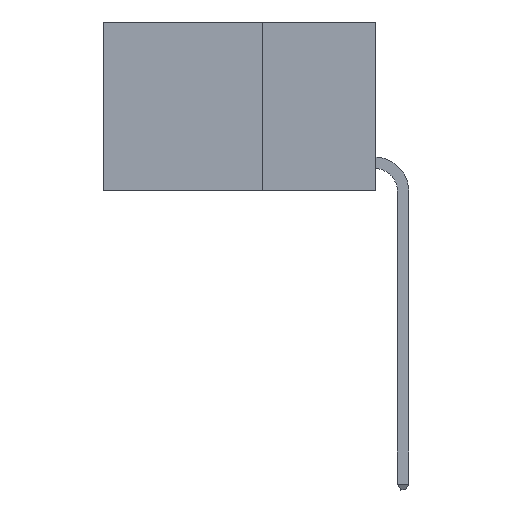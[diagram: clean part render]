
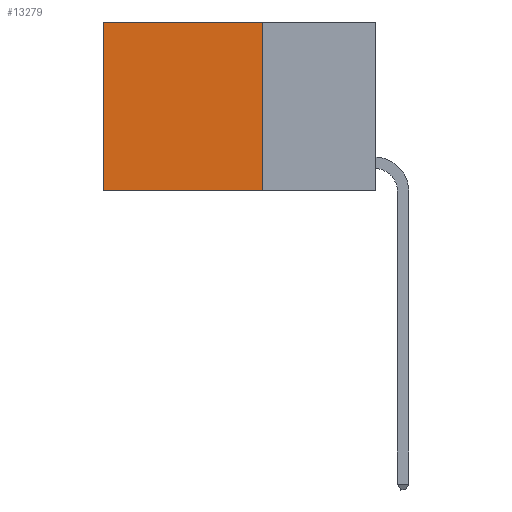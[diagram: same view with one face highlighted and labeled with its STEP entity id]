
A CAD part, left-side view. The second image highlights one B-rep face of the part: STEP entity #13279.
In plain terms, the highlighted planar face has unit normal (-1, 0, 0).
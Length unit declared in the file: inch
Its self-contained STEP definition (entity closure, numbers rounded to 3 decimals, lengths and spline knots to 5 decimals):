
#562 = VERTEX_POINT ( 'NONE', #10893 ) ;
#784 = DIRECTION ( 'NONE',  ( 0., 0., -1. ) ) ;
#1382 = CARTESIAN_POINT ( 'NONE',  ( 0.2625, 0.6, 0. ) ) ;
#1695 = LINE ( 'NONE', #1790, #2223 ) ;
#1790 = CARTESIAN_POINT ( 'NONE',  ( 0.2625, 0.25, 0. ) ) ;
#1813 = VECTOR ( 'NONE', #784, 39.37008 ) ;
#1970 = LINE ( 'NONE', #12784, #1813 ) ;
#2121 = CARTESIAN_POINT ( 'NONE',  ( 0.2625, 0.25, 0. ) ) ;
#2223 = VECTOR ( 'NONE', #7855, 39.37008 ) ;
#2248 = DIRECTION ( 'NONE',  ( 0., 0., -1. ) ) ;
#4163 = VERTEX_POINT ( 'NONE', #1382 ) ;
#4989 = ORIENTED_EDGE ( 'NONE', *, *, #5844, .T. ) ;
#5844 = EDGE_CURVE ( 'NONE', #4163, #562, #15818, .T. ) ;
#6050 = VECTOR ( 'NONE', #16467, 39.37008 ) ;
#6070 = CARTESIAN_POINT ( 'NONE',  ( 0.2625, 0.25, -0.37 ) ) ;
#6562 = EDGE_CURVE ( 'NONE', #12252, #4163, #1695, .T. ) ;
#7855 = DIRECTION ( 'NONE',  ( 0., 1., 0. ) ) ;
#8950 = EDGE_CURVE ( 'NONE', #12252, #10289, #1970, .T. ) ;
#9716 = PLANE ( 'NONE',  #18996 ) ;
#10289 = VERTEX_POINT ( 'NONE', #19018 ) ;
#10893 = CARTESIAN_POINT ( 'NONE',  ( 0.2625, 0.6, -0.37 ) ) ;
#11115 = CARTESIAN_POINT ( 'NONE',  ( 0.2625, 0.25, 0. ) ) ;
#11313 = DIRECTION ( 'NONE',  ( 1., 0., 0. ) ) ;
#11393 = CARTESIAN_POINT ( 'NONE',  ( 0.2625, 0.6, 0. ) ) ;
#11831 = LINE ( 'NONE', #6070, #6050 ) ;
#12252 = VERTEX_POINT ( 'NONE', #2121 ) ;
#12594 = FACE_OUTER_BOUND ( 'NONE', #18393, .T. ) ;
#12784 = CARTESIAN_POINT ( 'NONE',  ( 0.2625, 0.25, 0. ) ) ;
#13279 = ADVANCED_FACE ( 'NONE', ( #12594 ), #9716, .F. ) ;
#14207 = EDGE_CURVE ( 'NONE', #10289, #562, #11831, .T. ) ;
#14929 = ORIENTED_EDGE ( 'NONE', *, *, #6562, .T. ) ;
#14954 = ORIENTED_EDGE ( 'NONE', *, *, #14207, .F. ) ;
#15195 = VECTOR ( 'NONE', #2248, 39.37008 ) ;
#15818 = LINE ( 'NONE', #11393, #15195 ) ;
#16467 = DIRECTION ( 'NONE',  ( 0., 1., 0. ) ) ;
#17132 = DIRECTION ( 'NONE',  ( 0., 0., -1. ) ) ;
#18393 = EDGE_LOOP ( 'NONE', ( #4989, #14954, #19580, #14929 ) ) ;
#18996 = AXIS2_PLACEMENT_3D ( 'NONE', #11115, #11313, #17132 ) ;
#19018 = CARTESIAN_POINT ( 'NONE',  ( 0.2625, 0.25, -0.37 ) ) ;
#19580 = ORIENTED_EDGE ( 'NONE', *, *, #8950, .F. ) ;
